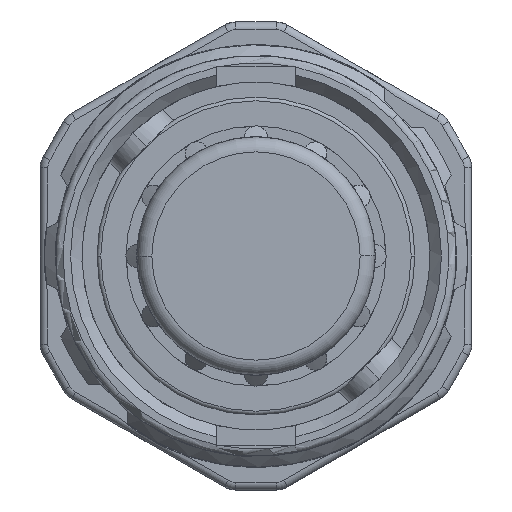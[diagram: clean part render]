
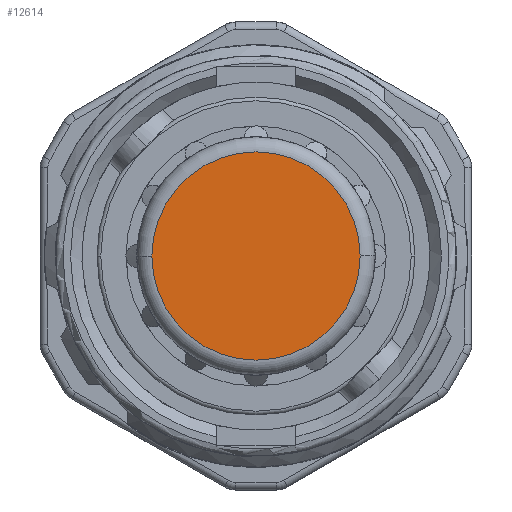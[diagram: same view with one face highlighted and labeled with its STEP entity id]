
A CAD part, front view. The second image highlights one B-rep face of the part: STEP entity #12614.
In plain terms, the highlighted planar face has unit normal (0, -1, 0).
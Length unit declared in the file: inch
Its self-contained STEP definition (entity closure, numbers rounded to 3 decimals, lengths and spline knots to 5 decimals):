
#16=CARTESIAN_POINT('',(0.,-1.88976,0.));
#17=DIRECTION('',(0.,1.,0.));
#18=DIRECTION('',(-1.,0.,0.));
#19=AXIS2_PLACEMENT_3D('',#16,#17,#18);
#21=CARTESIAN_POINT('',(0.,-1.88976,0.));
#22=DIRECTION('',(0.,1.,0.));
#23=DIRECTION('',(1.,0.,0.));
#24=AXIS2_PLACEMENT_3D('',#21,#22,#23);
#11159=CARTESIAN_POINT('',(-0.54134,-1.88976,0.));
#11160=CARTESIAN_POINT('',(0.54134,-1.88976,0.));
#11161=VERTEX_POINT('',#11159);
#11162=VERTEX_POINT('',#11160);
#12603=CARTESIAN_POINT('',(0.,-1.88976,0.));
#12604=DIRECTION('',(0.,1.,0.));
#12605=DIRECTION('',(1.,0.,0.));
#12606=AXIS2_PLACEMENT_3D('',#12603,#12604,#12605);
#12607=PLANE('',#12606);
#12609=ORIENTED_EDGE('',*,*,#12608,.T.);
#12611=ORIENTED_EDGE('',*,*,#12610,.T.);
#12612=EDGE_LOOP('',(#12609,#12611));
#12613=FACE_OUTER_BOUND('',#12612,.F.);
#12614=ADVANCED_FACE('',(#12613),#12607,.F.);
#20=CIRCLE('',#19,0.54134);
#25=CIRCLE('',#24,0.54134);
#12608=EDGE_CURVE('',#11161,#11162,#20,.T.);
#12610=EDGE_CURVE('',#11162,#11161,#25,.T.);
